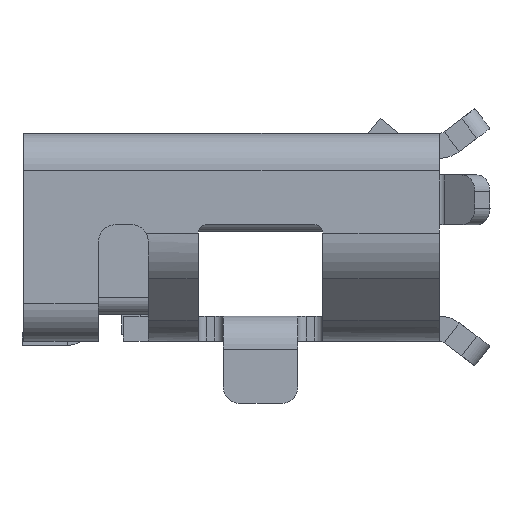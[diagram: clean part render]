
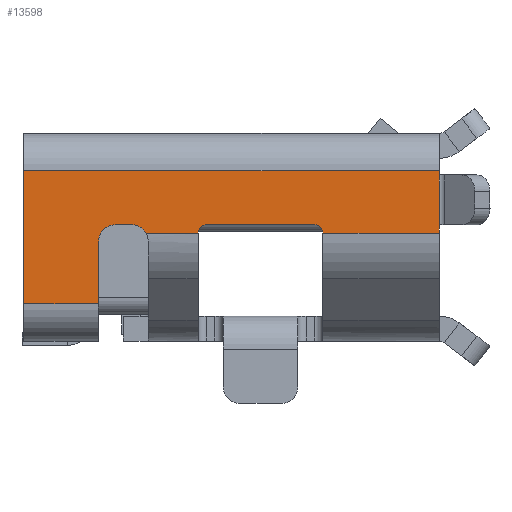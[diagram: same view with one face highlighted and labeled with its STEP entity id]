
A CAD part, left-side view. The second image highlights one B-rep face of the part: STEP entity #13598.
In plain terms, the highlighted planar face has unit normal (-1, 0, 0).
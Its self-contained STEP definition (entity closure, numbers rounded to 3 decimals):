
#2920=CARTESIAN_POINT('',(-34.5,-91.14,4.35));
#2921=DIRECTION('',(-1.,0.,0.));
#2922=DIRECTION('',(0.,0.,1.));
#2923=AXIS2_PLACEMENT_3D('',#2920,#2921,#2922);
#2925=CARTESIAN_POINT('',(-34.5,-90.24,4.25));
#2926=DIRECTION('',(-1.,0.,0.));
#2927=DIRECTION('',(0.,-0.87,0.493));
#2928=AXIS2_PLACEMENT_3D('',#2925,#2926,#2927);
#2930=CARTESIAN_POINT('',(-34.5,-90.04,4.25));
#2931=DIRECTION('',(-1.,0.,0.));
#2932=DIRECTION('',(0.,0.,1.));
#2933=AXIS2_PLACEMENT_3D('',#2930,#2931,#2932);
#2935=DIRECTION('',(0.,1.,0.));
#2936=VECTOR('',#2935,1.4);
#2937=CARTESIAN_POINT('',(-34.5,-93.94,4.349));
#2938=LINE('',#2937,#2936);
#2939=CARTESIAN_POINT('',(-34.5,-92.44,4.35));
#2940=DIRECTION('',(-1.,0.,0.));
#2941=DIRECTION('',(0.,-1.,0.));
#2942=AXIS2_PLACEMENT_3D('',#2939,#2940,#2941);
#2944=DIRECTION('',(0.,-1.,0.));
#2945=VECTOR('',#2944,1.3);
#2946=CARTESIAN_POINT('',(-34.5,-91.14,4.45));
#2947=LINE('',#2946,#2945);
#2956=DIRECTION('',(0.,0.,-1.));
#2957=VECTOR('',#2956,0.001);
#2958=CARTESIAN_POINT('',(-34.5,-92.54,4.35));
#2959=LINE('',#2958,#2957);
#3004=DIRECTION('',(0.,0.,1.));
#3005=VECTOR('',#3004,0.001);
#3006=CARTESIAN_POINT('',(-34.5,-91.04,4.349));
#3007=LINE('',#3006,#3005);
#3034=DIRECTION('',(0.,-1.,0.));
#3035=VECTOR('',#3034,0.626);
#3036=CARTESIAN_POINT('',(-34.5,-90.414,4.349));
#3037=LINE('',#3036,#3035);
#3060=DIRECTION('',(0.,-1.,0.));
#3061=VECTOR('',#3060,0.2);
#3062=CARTESIAN_POINT('',(-34.5,-90.04,4.45));
#3063=LINE('',#3062,#3061);
#3084=DIRECTION('',(0.,0.,1.));
#3085=VECTOR('',#3084,0.75);
#3086=CARTESIAN_POINT('',(-34.5,-89.84,3.5));
#3087=LINE('',#3086,#3085);
#3102=DIRECTION('',(0.,-1.,0.));
#3103=VECTOR('',#3102,0.9);
#3104=CARTESIAN_POINT('',(-34.5,-88.94,3.5));
#3105=LINE('',#3104,#3103);
#3301=DIRECTION('',(0.,0.,-1.));
#3302=VECTOR('',#3301,1.6);
#3303=CARTESIAN_POINT('',(-34.5,-88.94,5.1));
#3304=LINE('',#3303,#3302);
#3345=DIRECTION('',(0.,0.,1.));
#3346=VECTOR('',#3345,0.05);
#3347=CARTESIAN_POINT('',(-34.5,-93.94,5.05));
#3348=LINE('',#3347,#3346);
#3371=DIRECTION('',(0.,0.,1.));
#3372=VECTOR('',#3371,0.6);
#3373=CARTESIAN_POINT('',(-34.5,-93.94,4.45));
#3374=LINE('',#3373,#3372);
#3469=DIRECTION('',(0.,0.,1.));
#3470=VECTOR('',#3469,0.101);
#3471=CARTESIAN_POINT('',(-34.5,-93.94,4.349));
#3472=LINE('',#3471,#3470);
#3477=DIRECTION('',(0.,1.,0.));
#3478=VECTOR('',#3477,5.);
#3479=CARTESIAN_POINT('',(-34.5,-93.94,5.1));
#3480=LINE('',#3479,#3478);
#7971=CARTESIAN_POINT('',(-34.5,-93.94,4.349));
#7972=VERTEX_POINT('',#7971);
#7975=CARTESIAN_POINT('',(-34.5,-92.54,4.349));
#7976=VERTEX_POINT('',#7975);
#7977=CARTESIAN_POINT('',(-34.5,-91.14,4.45));
#7978=CARTESIAN_POINT('',(-34.5,-92.44,4.45));
#7979=VERTEX_POINT('',#7977);
#7980=VERTEX_POINT('',#7978);
#7981=CARTESIAN_POINT('',(-34.5,-91.04,4.35));
#7982=VERTEX_POINT('',#7981);
#7983=CARTESIAN_POINT('',(-34.5,-91.04,4.349));
#7984=VERTEX_POINT('',#7983);
#7985=CARTESIAN_POINT('',(-34.5,-90.414,4.349));
#7986=CARTESIAN_POINT('',(-34.5,-90.24,4.45));
#7987=VERTEX_POINT('',#7985);
#7988=VERTEX_POINT('',#7986);
#7989=CARTESIAN_POINT('',(-34.5,-90.04,4.45));
#7990=VERTEX_POINT('',#7989);
#7991=CARTESIAN_POINT('',(-34.5,-89.84,4.25));
#7992=VERTEX_POINT('',#7991);
#7993=CARTESIAN_POINT('',(-34.5,-89.84,3.5));
#7994=VERTEX_POINT('',#7993);
#7995=CARTESIAN_POINT('',(-34.5,-88.94,5.1));
#7996=CARTESIAN_POINT('',(-34.5,-88.94,3.5));
#7997=VERTEX_POINT('',#7995);
#7998=VERTEX_POINT('',#7996);
#7999=CARTESIAN_POINT('',(-34.5,-93.94,5.05));
#8000=CARTESIAN_POINT('',(-34.5,-93.94,5.1));
#8001=VERTEX_POINT('',#7999);
#8002=VERTEX_POINT('',#8000);
#8003=CARTESIAN_POINT('',(-34.5,-92.54,4.35));
#8004=VERTEX_POINT('',#8003);
#8077=CARTESIAN_POINT('',(-34.5,-93.94,4.45));
#8078=VERTEX_POINT('',#8077);
#13558=CARTESIAN_POINT('',(-34.5,-91.44,4.3));
#13559=DIRECTION('',(1.,0.,0.));
#13560=DIRECTION('',(0.,0.,1.));
#13561=AXIS2_PLACEMENT_3D('',#13558,#13559,#13560);
#13562=PLANE('',#13561);
#13564=ORIENTED_EDGE('',*,*,#13563,.F.);
#13566=ORIENTED_EDGE('',*,*,#13565,.T.);
#13568=ORIENTED_EDGE('',*,*,#13567,.F.);
#13570=ORIENTED_EDGE('',*,*,#13569,.F.);
#13572=ORIENTED_EDGE('',*,*,#13571,.T.);
#13574=ORIENTED_EDGE('',*,*,#13573,.F.);
#13576=ORIENTED_EDGE('',*,*,#13575,.T.);
#13578=ORIENTED_EDGE('',*,*,#13577,.F.);
#13580=ORIENTED_EDGE('',*,*,#13579,.F.);
#13582=ORIENTED_EDGE('',*,*,#13581,.F.);
#13584=ORIENTED_EDGE('',*,*,#13583,.F.);
#13586=ORIENTED_EDGE('',*,*,#13585,.F.);
#13588=ORIENTED_EDGE('',*,*,#13587,.F.);
#13590=ORIENTED_EDGE('',*,*,#13589,.F.);
#13591=ORIENTED_EDGE('',*,*,#13551,.T.);
#13593=ORIENTED_EDGE('',*,*,#13592,.F.);
#13595=ORIENTED_EDGE('',*,*,#13594,.T.);
#13596=EDGE_LOOP('',(#13564,#13566,#13568,#13570,#13572,#13574,#13576,#13578,
#13580,#13582,#13584,#13586,#13588,#13590,#13591,#13593,#13595));
#13597=FACE_OUTER_BOUND('',#13596,.F.);
#13598=ADVANCED_FACE('',(#13597),#13562,.F.);
#2924=CIRCLE('',#2923,0.1);
#2929=CIRCLE('',#2928,0.2);
#2934=CIRCLE('',#2933,0.2);
#2943=CIRCLE('',#2942,0.1);
#13551=EDGE_CURVE('',#7972,#7976,#2938,.T.);
#13563=EDGE_CURVE('',#7979,#7980,#2947,.T.);
#13565=EDGE_CURVE('',#7979,#7982,#2924,.T.);
#13567=EDGE_CURVE('',#7984,#7982,#3007,.T.);
#13569=EDGE_CURVE('',#7987,#7984,#3037,.T.);
#13571=EDGE_CURVE('',#7987,#7988,#2929,.T.);
#13573=EDGE_CURVE('',#7990,#7988,#3063,.T.);
#13575=EDGE_CURVE('',#7990,#7992,#2934,.T.);
#13577=EDGE_CURVE('',#7994,#7992,#3087,.T.);
#13579=EDGE_CURVE('',#7998,#7994,#3105,.T.);
#13581=EDGE_CURVE('',#7997,#7998,#3304,.T.);
#13583=EDGE_CURVE('',#8002,#7997,#3480,.T.);
#13585=EDGE_CURVE('',#8001,#8002,#3348,.T.);
#13587=EDGE_CURVE('',#8078,#8001,#3374,.T.);
#13589=EDGE_CURVE('',#7972,#8078,#3472,.T.);
#13592=EDGE_CURVE('',#8004,#7976,#2959,.T.);
#13594=EDGE_CURVE('',#8004,#7980,#2943,.T.);
